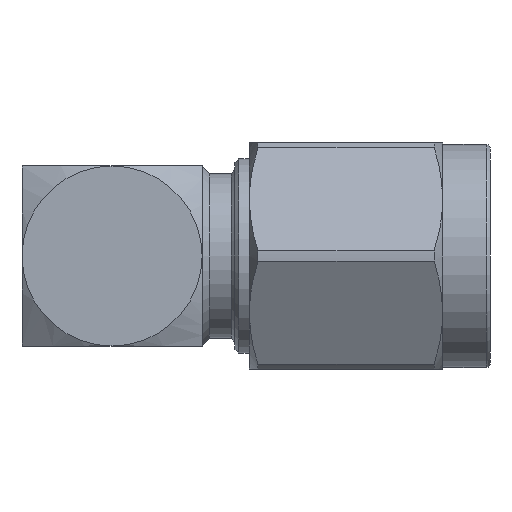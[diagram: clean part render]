
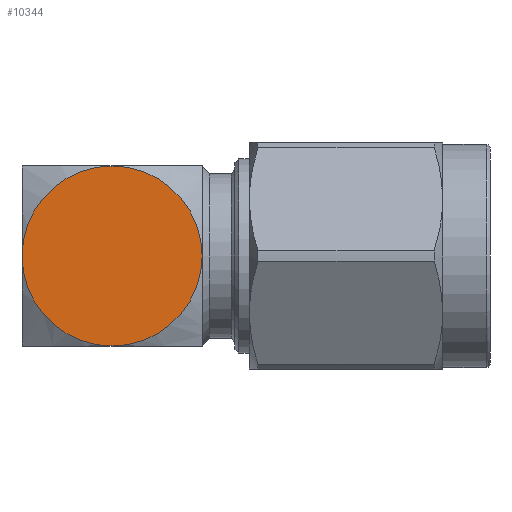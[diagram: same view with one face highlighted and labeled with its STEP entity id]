
A CAD part, left-side view. The second image highlights one B-rep face of the part: STEP entity #10344.
In plain terms, the highlighted planar face has unit normal (-1, 0, 0).
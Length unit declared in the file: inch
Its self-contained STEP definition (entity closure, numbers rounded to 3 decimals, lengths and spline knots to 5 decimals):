
#1366 = AXIS2_PLACEMENT_3D ( 'NONE', #1725, #11057, #12077 ) ;
#1703 = FACE_OUTER_BOUND ( 'NONE', #16703, .T. ) ;
#1725 = CARTESIAN_POINT ( 'NONE',  ( -0.125, -0.48523, 0. ) ) ;
#1963 = DIRECTION ( 'NONE',  ( -1., 0., 0. ) ) ;
#2001 = DIRECTION ( 'NONE',  ( 0., 0., 1. ) ) ;
#2114 = CIRCLE ( 'NONE', #15082, 0.125 ) ;
#2866 = EDGE_CURVE ( 'NONE', #10325, #3992, #2114, .T. ) ;
#2963 = ORIENTED_EDGE ( 'NONE', *, *, #2866, .T. ) ;
#3021 = CIRCLE ( 'NONE', #1366, 0.125 ) ;
#3992 = VERTEX_POINT ( 'NONE', #4436 ) ;
#4136 = ORIENTED_EDGE ( 'NONE', *, *, #12536, .T. ) ;
#4436 = CARTESIAN_POINT ( 'NONE',  ( -0.125, -0.48523, -0.125 ) ) ;
#4473 = CARTESIAN_POINT ( 'NONE',  ( -0.125, -0.36023, -0.125 ) ) ;
#5716 = CARTESIAN_POINT ( 'NONE',  ( -0.125, -0.48523, 0. ) ) ;
#9824 = PLANE ( 'NONE',  #16580 ) ;
#10325 = VERTEX_POINT ( 'NONE', #14738 ) ;
#10344 = ADVANCED_FACE ( 'NONE', ( #1703 ), #9824, .T. ) ;
#10971 = DIRECTION ( 'NONE',  ( -1., 0., 0. ) ) ;
#11057 = DIRECTION ( 'NONE',  ( -1., 0., 0. ) ) ;
#12077 = DIRECTION ( 'NONE',  ( 0., 0., 1. ) ) ;
#12416 = DIRECTION ( 'NONE',  ( 0., 0., 1. ) ) ;
#12536 = EDGE_CURVE ( 'NONE', #3992, #10325, #3021, .T. ) ;
#14738 = CARTESIAN_POINT ( 'NONE',  ( -0.125, -0.48523, 0.125 ) ) ;
#15082 = AXIS2_PLACEMENT_3D ( 'NONE', #5716, #10971, #2001 ) ;
#16580 = AXIS2_PLACEMENT_3D ( 'NONE', #4473, #1963, #12416 ) ;
#16703 = EDGE_LOOP ( 'NONE', ( #4136, #2963 ) ) ;
